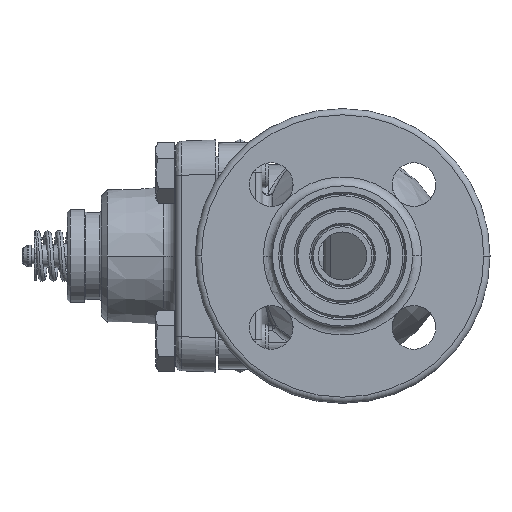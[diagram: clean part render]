
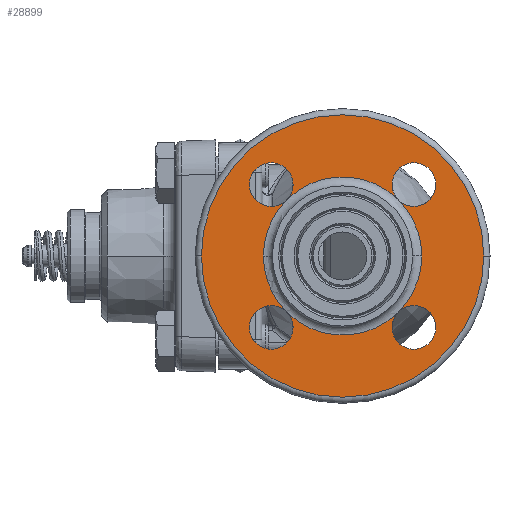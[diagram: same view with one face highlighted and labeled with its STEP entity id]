
A CAD part, left-side view. The second image highlights one B-rep face of the part: STEP entity #28899.
In plain terms, the highlighted planar face has unit normal (-1, 0, 0).
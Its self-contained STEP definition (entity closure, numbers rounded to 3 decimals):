
#8763=CARTESIAN_POINT('',(-62.75,0.,0.));
#8764=DIRECTION('',(1.,0.,0.));
#8765=DIRECTION('',(0.,-0.693,-0.721));
#8766=AXIS2_PLACEMENT_3D('',#8763,#8764,#8765);
#8768=CARTESIAN_POINT('',(-62.75,0.,0.));
#8769=DIRECTION('',(1.,0.,0.));
#8770=DIRECTION('',(0.,0.721,-0.693));
#8771=AXIS2_PLACEMENT_3D('',#8768,#8769,#8770);
#8778=CARTESIAN_POINT('',(-62.75,0.,0.));
#8779=DIRECTION('',(1.,0.,0.));
#8780=DIRECTION('',(0.,-1.,0.));
#8781=AXIS2_PLACEMENT_3D('',#8778,#8779,#8780);
#8875=CARTESIAN_POINT('',(-62.75,0.,0.));
#8876=DIRECTION('',(-1.,0.,0.));
#8877=DIRECTION('',(0.,1.,0.));
#8878=AXIS2_PLACEMENT_3D('',#8875,#8876,#8877);
#8890=CARTESIAN_POINT('',(-62.75,-23.,23.));
#8891=DIRECTION('',(1.,0.,0.));
#8892=DIRECTION('',(0.,1.,0.));
#8893=AXIS2_PLACEMENT_3D('',#8890,#8891,#8892);
#8895=CARTESIAN_POINT('',(-62.75,-23.,23.));
#8896=DIRECTION('',(1.,0.,0.));
#8897=DIRECTION('',(0.,0.756,-0.655));
#8898=AXIS2_PLACEMENT_3D('',#8895,#8896,#8897);
#8900=CARTESIAN_POINT('',(-62.75,23.,23.));
#8901=DIRECTION('',(1.,0.,0.));
#8902=DIRECTION('',(0.,-1.,0.));
#8903=AXIS2_PLACEMENT_3D('',#8900,#8901,#8902);
#8905=CARTESIAN_POINT('',(-62.75,23.,23.));
#8906=DIRECTION('',(1.,0.,0.));
#8907=DIRECTION('',(0.,1.,0.));
#8908=AXIS2_PLACEMENT_3D('',#8905,#8906,#8907);
#8910=CARTESIAN_POINT('',(-62.75,23.,23.));
#8911=DIRECTION('',(1.,0.,0.));
#8912=DIRECTION('',(0.,-0.655,-0.756));
#8913=AXIS2_PLACEMENT_3D('',#8910,#8911,#8912);
#8915=CARTESIAN_POINT('',(-62.75,23.,-23.));
#8916=DIRECTION('',(1.,0.,0.));
#8917=DIRECTION('',(0.,1.,0.));
#8918=AXIS2_PLACEMENT_3D('',#8915,#8916,#8917);
#8920=CARTESIAN_POINT('',(-62.75,23.,-23.));
#8921=DIRECTION('',(1.,0.,0.));
#8922=DIRECTION('',(0.,-1.,0.));
#8923=AXIS2_PLACEMENT_3D('',#8920,#8921,#8922);
#8925=CARTESIAN_POINT('',(-62.75,23.,-23.));
#8926=DIRECTION('',(1.,0.,0.));
#8927=DIRECTION('',(0.,-0.756,0.655));
#8928=AXIS2_PLACEMENT_3D('',#8925,#8926,#8927);
#8930=CARTESIAN_POINT('',(-62.75,-23.,-23.));
#8931=DIRECTION('',(1.,0.,0.));
#8932=DIRECTION('',(0.,1.,0.));
#8933=AXIS2_PLACEMENT_3D('',#8930,#8931,#8932);
#8935=CARTESIAN_POINT('',(-62.75,-23.,-23.));
#8936=DIRECTION('',(1.,0.,0.));
#8937=DIRECTION('',(0.,-1.,0.));
#8938=AXIS2_PLACEMENT_3D('',#8935,#8936,#8937);
#8940=CARTESIAN_POINT('',(-62.75,-23.,-23.));
#8941=DIRECTION('',(1.,0.,0.));
#8942=DIRECTION('',(0.,0.655,0.756));
#8943=AXIS2_PLACEMENT_3D('',#8940,#8941,#8942);
#8945=CARTESIAN_POINT('',(-62.75,-23.,23.));
#8946=DIRECTION('',(1.,0.,0.));
#8947=DIRECTION('',(0.,-1.,0.));
#8948=AXIS2_PLACEMENT_3D('',#8945,#8946,#8947);
#8950=CARTESIAN_POINT('',(-62.75,0.,0.));
#8951=DIRECTION('',(-1.,0.,0.));
#8952=DIRECTION('',(0.,-1.,0.));
#8953=AXIS2_PLACEMENT_3D('',#8950,#8951,#8952);
#8983=CARTESIAN_POINT('',(-62.75,0.,0.));
#8984=DIRECTION('',(1.,0.,0.));
#8985=DIRECTION('',(0.,-0.721,0.693));
#8986=AXIS2_PLACEMENT_3D('',#8983,#8984,#8985);
#8993=CARTESIAN_POINT('',(-62.75,0.,0.));
#8994=DIRECTION('',(1.,0.,0.));
#8995=DIRECTION('',(0.,1.,0.));
#8996=AXIS2_PLACEMENT_3D('',#8993,#8994,#8995);
#8998=CARTESIAN_POINT('',(-62.75,0.,0.));
#8999=DIRECTION('',(1.,0.,0.));
#9000=DIRECTION('',(0.,0.693,0.721));
#9001=AXIS2_PLACEMENT_3D('',#8998,#8999,#9000);
#13733=CARTESIAN_POINT('',(-62.75,-45.5,0.));
#13734=CARTESIAN_POINT('',(-62.75,45.5,0.));
#13735=VERTEX_POINT('',#13733);
#13736=VERTEX_POINT('',#13734);
#15346=CARTESIAN_POINT('',(-62.75,-25.5,0.));
#15347=VERTEX_POINT('',#15346);
#15348=CARTESIAN_POINT('',(-62.75,25.5,0.));
#15349=VERTEX_POINT('',#15348);
#15490=CARTESIAN_POINT('',(-62.75,30.05,-23.));
#15491=CARTESIAN_POINT('',(-62.75,18.385,-17.671));
#15492=VERTEX_POINT('',#15490);
#15493=VERTEX_POINT('',#15491);
#15494=CARTESIAN_POINT('',(-62.75,17.671,-18.385));
#15495=CARTESIAN_POINT('',(-62.75,15.95,-23.));
#15496=VERTEX_POINT('',#15494);
#15497=VERTEX_POINT('',#15495);
#15502=CARTESIAN_POINT('',(-62.75,-15.95,-23.));
#15503=CARTESIAN_POINT('',(-62.75,-17.671,-18.385));
#15504=VERTEX_POINT('',#15502);
#15505=VERTEX_POINT('',#15503);
#15506=CARTESIAN_POINT('',(-62.75,-18.385,-17.671));
#15507=CARTESIAN_POINT('',(-62.75,-30.05,-23.));
#15508=VERTEX_POINT('',#15506);
#15509=VERTEX_POINT('',#15507);
#15514=CARTESIAN_POINT('',(-62.75,30.05,23.));
#15515=CARTESIAN_POINT('',(-62.75,15.95,23.));
#15516=VERTEX_POINT('',#15514);
#15517=VERTEX_POINT('',#15515);
#15518=CARTESIAN_POINT('',(-62.75,17.671,18.385));
#15519=VERTEX_POINT('',#15518);
#15520=CARTESIAN_POINT('',(-62.75,18.385,17.671));
#15521=VERTEX_POINT('',#15520);
#15526=CARTESIAN_POINT('',(-62.75,-15.95,23.));
#15527=CARTESIAN_POINT('',(-62.75,-30.05,23.));
#15528=VERTEX_POINT('',#15526);
#15529=VERTEX_POINT('',#15527);
#15530=CARTESIAN_POINT('',(-62.75,-18.385,17.671));
#15531=VERTEX_POINT('',#15530);
#15532=CARTESIAN_POINT('',(-62.75,-17.671,18.385));
#15533=VERTEX_POINT('',#15532);
#28856=CARTESIAN_POINT('',(-62.75,0.,0.));
#28857=DIRECTION('',(1.,0.,0.));
#28858=DIRECTION('',(0.,-1.,0.));
#28859=AXIS2_PLACEMENT_3D('',#28856,#28857,#28858);
#28860=PLANE('',#28859);
#28862=ORIENTED_EDGE('',*,*,#28861,.F.);
#28863=ORIENTED_EDGE('',*,*,#28846,.F.);
#28864=EDGE_LOOP('',(#28862,#28863));
#28865=FACE_OUTER_BOUND('',#28864,.F.);
#28867=ORIENTED_EDGE('',*,*,#28866,.F.);
#28869=ORIENTED_EDGE('',*,*,#28868,.F.);
#28871=ORIENTED_EDGE('',*,*,#28870,.F.);
#28873=ORIENTED_EDGE('',*,*,#28872,.F.);
#28875=ORIENTED_EDGE('',*,*,#28874,.F.);
#28877=ORIENTED_EDGE('',*,*,#28876,.F.);
#28879=ORIENTED_EDGE('',*,*,#28878,.F.);
#28880=ORIENTED_EDGE('',*,*,#28696,.F.);
#28882=ORIENTED_EDGE('',*,*,#28881,.F.);
#28884=ORIENTED_EDGE('',*,*,#28883,.F.);
#28886=ORIENTED_EDGE('',*,*,#28885,.F.);
#28887=ORIENTED_EDGE('',*,*,#28692,.F.);
#28888=ORIENTED_EDGE('',*,*,#28728,.F.);
#28890=ORIENTED_EDGE('',*,*,#28889,.F.);
#28891=ORIENTED_EDGE('',*,*,#28731,.F.);
#28892=ORIENTED_EDGE('',*,*,#28703,.F.);
#28894=ORIENTED_EDGE('',*,*,#28893,.F.);
#28896=ORIENTED_EDGE('',*,*,#28895,.F.);
#28897=EDGE_LOOP('',(#28867,#28869,#28871,#28873,#28875,#28877,#28879,#28880,
#28882,#28884,#28886,#28887,#28888,#28890,#28891,#28892,#28894,#28896));
#28898=FACE_BOUND('',#28897,.F.);
#8767=CIRCLE('',#8766,25.5);
#8772=CIRCLE('',#8771,25.5);
#8782=CIRCLE('',#8781,25.5);
#8879=CIRCLE('',#8878,45.5);
#8894=CIRCLE('',#8893,7.05);
#8899=CIRCLE('',#8898,7.05);
#8904=CIRCLE('',#8903,7.05);
#8909=CIRCLE('',#8908,7.05);
#8914=CIRCLE('',#8913,7.05);
#8919=CIRCLE('',#8918,7.05);
#8924=CIRCLE('',#8923,7.05);
#8929=CIRCLE('',#8928,7.05);
#8934=CIRCLE('',#8933,7.05);
#8939=CIRCLE('',#8938,7.05);
#8944=CIRCLE('',#8943,7.05);
#8949=CIRCLE('',#8948,7.05);
#8954=CIRCLE('',#8953,45.5);
#8987=CIRCLE('',#8986,25.5);
#8997=CIRCLE('',#8996,25.5);
#9002=CIRCLE('',#9001,25.5);
#28692=EDGE_CURVE('',#15505,#15496,#8767,.T.);
#28696=EDGE_CURVE('',#15493,#15349,#8772,.T.);
#28703=EDGE_CURVE('',#15347,#15508,#8782,.T.);
#28728=EDGE_CURVE('',#15504,#15505,#8934,.T.);
#28731=EDGE_CURVE('',#15508,#15509,#8944,.T.);
#28846=EDGE_CURVE('',#13736,#13735,#8879,.T.);
#28861=EDGE_CURVE('',#13735,#13736,#8954,.T.);
#28866=EDGE_CURVE('',#15528,#15529,#8894,.T.);
#28868=EDGE_CURVE('',#15533,#15528,#8899,.T.);
#28870=EDGE_CURVE('',#15519,#15533,#9002,.T.);
#28872=EDGE_CURVE('',#15517,#15519,#8904,.T.);
#28874=EDGE_CURVE('',#15516,#15517,#8909,.T.);
#28876=EDGE_CURVE('',#15521,#15516,#8914,.T.);
#28878=EDGE_CURVE('',#15349,#15521,#8997,.T.);
#28881=EDGE_CURVE('',#15492,#15493,#8919,.T.);
#28883=EDGE_CURVE('',#15497,#15492,#8924,.T.);
#28885=EDGE_CURVE('',#15496,#15497,#8929,.T.);
#28889=EDGE_CURVE('',#15509,#15504,#8939,.T.);
#28893=EDGE_CURVE('',#15531,#15347,#8987,.T.);
#28895=EDGE_CURVE('',#15529,#15531,#8949,.T.);
#28899=ADVANCED_FACE('',(#28865,#28898),#28860,.F.);
